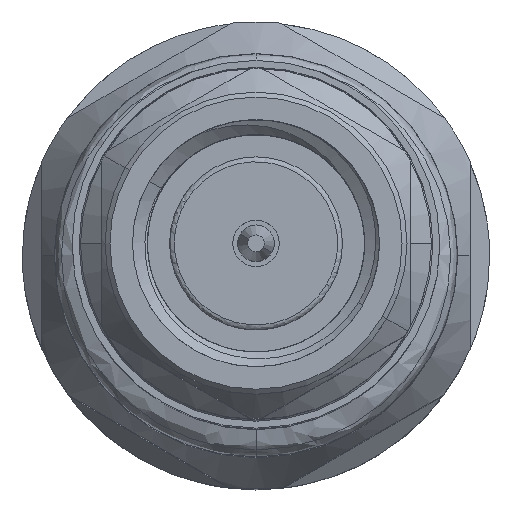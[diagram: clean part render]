
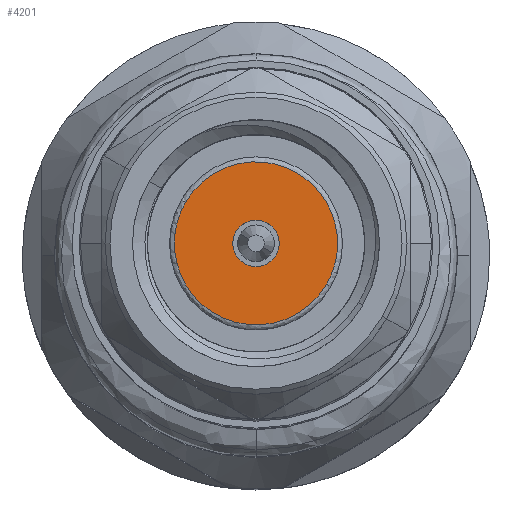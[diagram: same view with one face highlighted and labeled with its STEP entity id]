
A CAD part, top view. The second image highlights one B-rep face of the part: STEP entity #4201.
In plain terms, the highlighted face is planar.
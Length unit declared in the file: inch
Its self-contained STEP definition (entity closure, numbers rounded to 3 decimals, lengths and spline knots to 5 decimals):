
#361 = VERTEX_POINT ( 'NONE', #4276 ) ;
#394 = FACE_OUTER_BOUND ( 'NONE', #6637, .T. ) ;
#903 = EDGE_CURVE ( 'NONE', #7292, #3698, #8957, .T. ) ;
#941 = DIRECTION ( 'NONE',  ( 1., 0., 0. ) ) ;
#1013 = AXIS2_PLACEMENT_3D ( 'NONE', #3106, #941, #4429 ) ;
#2426 = FACE_BOUND ( 'NONE', #8786, .T. ) ;
#2527 = DIRECTION ( 'NONE',  ( 0., 0.5, -0.866 ) ) ;
#2743 = CARTESIAN_POINT ( 'NONE',  ( 0.10162, -0.04125, 0.07145 ) ) ;
#3106 = CARTESIAN_POINT ( 'NONE',  ( 0.10162, 0., 0. ) ) ;
#3205 = DIRECTION ( 'NONE',  ( -1., 0., 0. ) ) ;
#3691 = CARTESIAN_POINT ( 'NONE',  ( 0.10162, 0.10164, 0.15395 ) ) ;
#3698 = VERTEX_POINT ( 'NONE', #6584 ) ;
#3743 = PLANE ( 'NONE',  #1013 ) ;
#3811 = EDGE_CURVE ( 'NONE', #361, #4593, #4098, .T. ) ;
#3890 = DIRECTION ( 'NONE',  ( 0., 0.5, -0.866 ) ) ;
#3930 = EDGE_CURVE ( 'NONE', #3698, #7292, #4862, .T. ) ;
#4098 = CIRCLE ( 'NONE', #5281, 0.0235 ) ;
#4201 = ADVANCED_FACE ( 'NONE', ( #2426, #394 ), #3743, .F. ) ;
#4276 = CARTESIAN_POINT ( 'NONE',  ( 0.10162, -0.01175, 0.02035 ) ) ;
#4429 = DIRECTION ( 'NONE',  ( 0., 0.5, -0.866 ) ) ;
#4435 = CARTESIAN_POINT ( 'NONE',  ( 0.10162, 0.04125, -0.07145 ) ) ;
#4443 = ORIENTED_EDGE ( 'NONE', *, *, #3811, .F. ) ;
#4593 = VERTEX_POINT ( 'NONE', #6649 ) ;
#4709 = CARTESIAN_POINT ( 'NONE',  ( 0.10162, 0., 0. ) ) ;
#4751 = ORIENTED_EDGE ( 'NONE', *, *, #3930, .F. ) ;
#4862 =( BOUNDED_CURVE ( )  B_SPLINE_CURVE ( 3, ( #2743, #5486, #5534, #8236 ),
 .UNSPECIFIED., .F., .T. ) 
 B_SPLINE_CURVE_WITH_KNOTS ( ( 4, 4 ),
 ( 0., 1. ),
 .UNSPECIFIED. ) 
 CURVE ( )  GEOMETRIC_REPRESENTATION_ITEM ( )  RATIONAL_B_SPLINE_CURVE ( ( 1., 0.333, 0.333, 1. ) ) 
 REPRESENTATION_ITEM ( '' )  );
#5020 = CARTESIAN_POINT ( 'NONE',  ( 0.10162, 0.04125, -0.07145 ) ) ;
#5067 = CARTESIAN_POINT ( 'NONE',  ( 0.10162, -0.04125, 0.07145 ) ) ;
#5281 = AXIS2_PLACEMENT_3D ( 'NONE', #7935, #3205, #2527 ) ;
#5486 = CARTESIAN_POINT ( 'NONE',  ( 0.10162, -0.18414, -0.01105 ) ) ;
#5534 = CARTESIAN_POINT ( 'NONE',  ( 0.10162, -0.10164, -0.15395 ) ) ;
#5718 = ORIENTED_EDGE ( 'NONE', *, *, #7061, .F. ) ;
#6584 = CARTESIAN_POINT ( 'NONE',  ( 0.10162, -0.04125, 0.07145 ) ) ;
#6637 = EDGE_LOOP ( 'NONE', ( #8638, #4751 ) ) ;
#6649 = CARTESIAN_POINT ( 'NONE',  ( 0.10162, 0.01175, -0.02035 ) ) ;
#6719 = DIRECTION ( 'NONE',  ( -1., 0., 0. ) ) ;
#7026 = CARTESIAN_POINT ( 'NONE',  ( 0.10162, 0.18414, 0.01105 ) ) ;
#7061 = EDGE_CURVE ( 'NONE', #4593, #361, #8531, .T. ) ;
#7292 = VERTEX_POINT ( 'NONE', #4435 ) ;
#7935 = CARTESIAN_POINT ( 'NONE',  ( 0.10162, 0., 0. ) ) ;
#8236 = CARTESIAN_POINT ( 'NONE',  ( 0.10162, 0.04125, -0.07145 ) ) ;
#8531 = CIRCLE ( 'NONE', #8676, 0.0235 ) ;
#8638 = ORIENTED_EDGE ( 'NONE', *, *, #903, .F. ) ;
#8676 = AXIS2_PLACEMENT_3D ( 'NONE', #4709, #6719, #3890 ) ;
#8786 = EDGE_LOOP ( 'NONE', ( #5718, #4443 ) ) ;
#8957 =( BOUNDED_CURVE ( )  B_SPLINE_CURVE ( 3, ( #5020, #7026, #3691, #5067 ),
 .UNSPECIFIED., .F., .T. ) 
 B_SPLINE_CURVE_WITH_KNOTS ( ( 4, 4 ),
 ( 0., 1. ),
 .UNSPECIFIED. ) 
 CURVE ( )  GEOMETRIC_REPRESENTATION_ITEM ( )  RATIONAL_B_SPLINE_CURVE ( ( 1., 0.333, 0.333, 1. ) ) 
 REPRESENTATION_ITEM ( '' )  );
